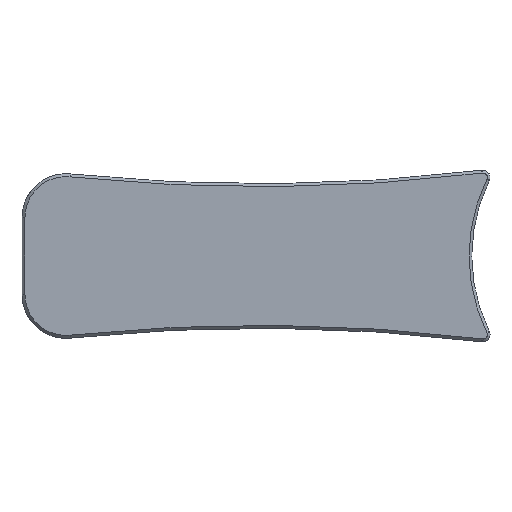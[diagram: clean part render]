
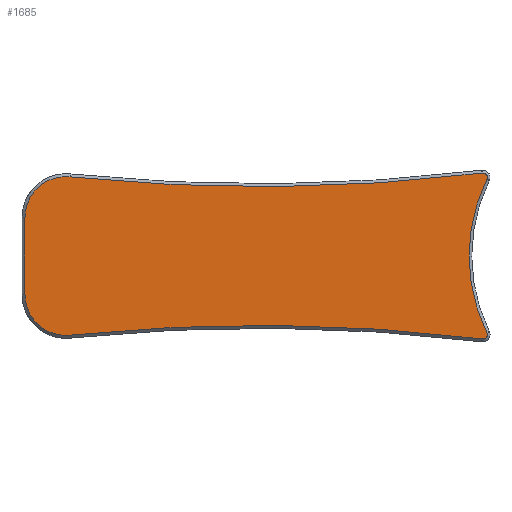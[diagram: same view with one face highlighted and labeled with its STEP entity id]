
A CAD part, top view. The second image highlights one B-rep face of the part: STEP entity #1685.
In plain terms, the highlighted planar face has unit normal (0, 0, 1).
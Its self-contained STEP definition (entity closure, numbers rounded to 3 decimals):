
#135=B_SPLINE_CURVE_WITH_KNOTS('',3,(#3567,#3568,#3569,#3570,#3571,#3572,
#3573,#3574,#3575,#3576,#3577,#3578),.UNSPECIFIED.,.F.,.F.,(4,2,2,2,2,4),
(0.,0.039,0.079,0.118,0.157,
0.216),.UNSPECIFIED.);
#139=B_SPLINE_CURVE_WITH_KNOTS('',3,(#3700,#3701,#3702,#3703,#3704,#3705,
#3706,#3707,#3708,#3709,#3710,#3711),.UNSPECIFIED.,.F.,.F.,(4,2,2,2,2,4),
(0.,0.078,0.117,0.156,0.186,
0.216),.UNSPECIFIED.);
#207=PLANE('',#1828);
#254=FACE_OUTER_BOUND('',#363,.T.);
#363=EDGE_LOOP('',(#1281,#1282,#1283,#1284,#1285,#1286,#1287,#1288,#1289,
#1290,#1291,#1292));
#450=CIRCLE('',#1807,250.4);
#452=CIRCLE('',#1812,5.6);
#454=CIRCLE('',#1816,5.6);
#456=CIRCLE('',#1819,250.4);
#458=CIRCLE('',#1822,23.731);
#557=LINE('',#3439,#622);
#564=LINE('',#3601,#629);
#567=LINE('',#3633,#632);
#570=LINE('',#3734,#635);
#571=LINE('',#3757,#636);
#622=VECTOR('',#2038,10.);
#629=VECTOR('',#2057,10.);
#632=VECTOR('',#2066,10.);
#635=VECTOR('',#2069,10.);
#636=VECTOR('',#2070,10.);
#721=VERTEX_POINT('',#3134);
#722=VERTEX_POINT('',#3136);
#731=VERTEX_POINT('',#3432);
#733=VERTEX_POINT('',#3438);
#735=VERTEX_POINT('',#3444);
#738=VERTEX_POINT('',#3452);
#739=VERTEX_POINT('',#3503);
#742=VERTEX_POINT('',#3565);
#743=VERTEX_POINT('',#3603);
#746=VERTEX_POINT('',#3608);
#747=VERTEX_POINT('',#3682);
#750=VERTEX_POINT('',#3698);
#900=EDGE_CURVE('',#721,#722,#450,.T.);
#917=EDGE_CURVE('',#722,#731,#452,.T.);
#918=EDGE_CURVE('',#731,#733,#557,.T.);
#923=EDGE_CURVE('',#733,#735,#454,.T.);
#925=EDGE_CURVE('',#735,#738,#456,.T.);
#930=EDGE_CURVE('',#742,#739,#135,.T.);
#932=EDGE_CURVE('',#738,#742,#564,.T.);
#936=EDGE_CURVE('',#746,#743,#458,.T.);
#938=EDGE_CURVE('',#739,#746,#567,.T.);
#942=EDGE_CURVE('',#750,#747,#139,.T.);
#944=EDGE_CURVE('',#743,#750,#570,.T.);
#946=EDGE_CURVE('',#747,#721,#571,.T.);
#1281=ORIENTED_EDGE('',*,*,#925,.F.);
#1282=ORIENTED_EDGE('',*,*,#923,.F.);
#1283=ORIENTED_EDGE('',*,*,#918,.F.);
#1284=ORIENTED_EDGE('',*,*,#917,.F.);
#1285=ORIENTED_EDGE('',*,*,#900,.F.);
#1286=ORIENTED_EDGE('',*,*,#946,.F.);
#1287=ORIENTED_EDGE('',*,*,#942,.F.);
#1288=ORIENTED_EDGE('',*,*,#944,.F.);
#1289=ORIENTED_EDGE('',*,*,#936,.F.);
#1290=ORIENTED_EDGE('',*,*,#938,.F.);
#1291=ORIENTED_EDGE('',*,*,#930,.F.);
#1292=ORIENTED_EDGE('',*,*,#932,.F.);
#1685=ADVANCED_FACE('',(#254),#207,.F.);
#1807=AXIS2_PLACEMENT_3D('',#3137,#2019,#2020);
#1812=AXIS2_PLACEMENT_3D('',#3436,#2034,#2035);
#1816=AXIS2_PLACEMENT_3D('',#3448,#2046,#2047);
#1819=AXIS2_PLACEMENT_3D('',#3453,#2052,#2053);
#1822=AXIS2_PLACEMENT_3D('',#3610,#2064,#2065);
#1828=AXIS2_PLACEMENT_3D('',#3854,#2081,#2082);
#2019=DIRECTION('center_axis',(0.,0.,1.));
#2020=DIRECTION('ref_axis',(1.,0.,0.));
#2034=DIRECTION('center_axis',(0.,0.,-1.));
#2035=DIRECTION('ref_axis',(-0.67,-0.743,0.));
#2038=DIRECTION('',(0.,1.,0.));
#2046=DIRECTION('center_axis',(0.,0.,-1.));
#2047=DIRECTION('ref_axis',(-0.67,0.743,0.));
#2052=DIRECTION('center_axis',(0.,0.,1.));
#2053=DIRECTION('ref_axis',(1.,0.,0.));
#2057=DIRECTION('',(0.993,0.122,0.));
#2064=DIRECTION('center_axis',(0.,0.,1.));
#2065=DIRECTION('ref_axis',(-1.,0.,0.));
#2066=DIRECTION('',(-0.441,-0.897,0.));
#2069=DIRECTION('',(0.441,-0.897,0.));
#2070=DIRECTION('',(-0.993,0.122,0.));
#2081=DIRECTION('center_axis',(0.,0.,-1.));
#2082=DIRECTION('ref_axis',(-1.,0.,0.));
#3134=CARTESIAN_POINT('',(-21.945,-11.336,35.));
#3136=CARTESIAN_POINT('',(-78.311,-10.824,35.));
#3137=CARTESIAN_POINT('Origin',(-52.391,-259.878,35.));
#3432=CARTESIAN_POINT('',(-84.491,-5.254,35.));
#3436=CARTESIAN_POINT('Origin',(-78.891,-5.254,35.));
#3438=CARTESIAN_POINT('',(-84.491,5.254,35.));
#3439=CARTESIAN_POINT('',(-84.491,-6.,35.));
#3444=CARTESIAN_POINT('',(-78.311,10.824,35.));
#3448=CARTESIAN_POINT('Origin',(-78.891,5.254,35.));
#3452=CARTESIAN_POINT('',(-21.945,11.336,35.));
#3453=CARTESIAN_POINT('Origin',(-52.391,259.878,35.));
#3503=CARTESIAN_POINT('',(-21.29,10.483,35.));
#3565=CARTESIAN_POINT('',(-21.906,11.341,35.));
#3567=CARTESIAN_POINT('Ctrl Pts',(-21.906,11.341,35.));
#3568=CARTESIAN_POINT('Ctrl Pts',(-21.827,11.351,35.));
#3569=CARTESIAN_POINT('Ctrl Pts',(-21.748,11.345,35.));
#3570=CARTESIAN_POINT('Ctrl Pts',(-21.595,11.303,35.));
#3571=CARTESIAN_POINT('Ctrl Pts',(-21.524,11.268,35.));
#3572=CARTESIAN_POINT('Ctrl Pts',(-21.399,11.172,35.));
#3573=CARTESIAN_POINT('Ctrl Pts',(-21.347,11.112,35.));
#3574=CARTESIAN_POINT('Ctrl Pts',(-21.269,10.977,35.));
#3575=CARTESIAN_POINT('Ctrl Pts',(-21.244,10.903,35.));
#3576=CARTESIAN_POINT('Ctrl Pts',(-21.218,10.709,35.));
#3577=CARTESIAN_POINT('Ctrl Pts',(-21.238,10.589,35.));
#3578=CARTESIAN_POINT('Ctrl Pts',(-21.29,10.483,35.));
#3601=CARTESIAN_POINT('',(-21.945,11.336,35.));
#3603=CARTESIAN_POINT('',(-21.299,-10.464,35.));
#3608=CARTESIAN_POINT('',(-21.299,10.464,35.));
#3610=CARTESIAN_POINT('Origin',(0.,0.,35.));
#3633=CARTESIAN_POINT('',(-21.29,10.483,35.));
#3682=CARTESIAN_POINT('',(-21.906,-11.341,35.));
#3698=CARTESIAN_POINT('',(-21.29,-10.483,35.));
#3700=CARTESIAN_POINT('Ctrl Pts',(-21.29,-10.483,35.));
#3701=CARTESIAN_POINT('Ctrl Pts',(-21.221,-10.623,35.));
#3702=CARTESIAN_POINT('Ctrl Pts',(-21.21,-10.788,35.));
#3703=CARTESIAN_POINT('Ctrl Pts',(-21.284,-11.009,35.));
#3704=CARTESIAN_POINT('Ctrl Pts',(-21.322,-11.077,35.));
#3705=CARTESIAN_POINT('Ctrl Pts',(-21.424,-11.195,35.));
#3706=CARTESIAN_POINT('Ctrl Pts',(-21.486,-11.244,35.));
#3707=CARTESIAN_POINT('Ctrl Pts',(-21.61,-11.307,35.));
#3708=CARTESIAN_POINT('Ctrl Pts',(-21.667,-11.326,35.));
#3709=CARTESIAN_POINT('Ctrl Pts',(-21.786,-11.347,35.));
#3710=CARTESIAN_POINT('Ctrl Pts',(-21.846,-11.348,35.));
#3711=CARTESIAN_POINT('Ctrl Pts',(-21.906,-11.341,35.));
#3734=CARTESIAN_POINT('',(-21.299,-10.464,35.));
#3757=CARTESIAN_POINT('',(-21.906,-11.341,35.));
#3854=CARTESIAN_POINT('Origin',(-52.391,0.,
35.));
